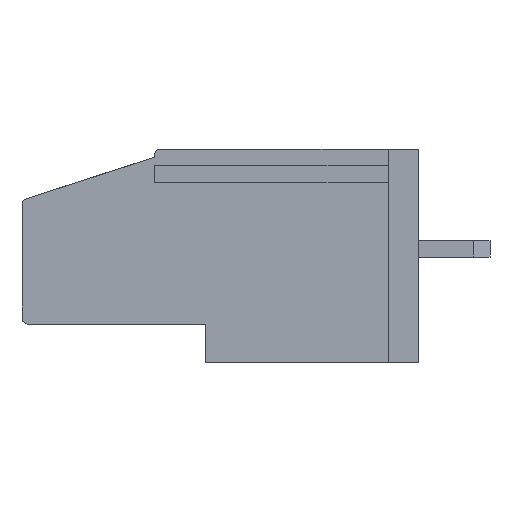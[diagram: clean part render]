
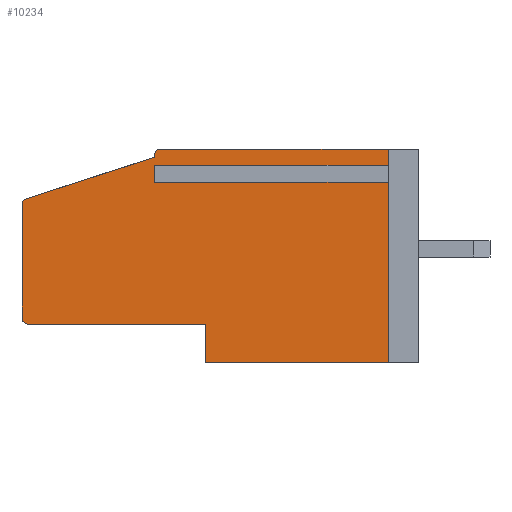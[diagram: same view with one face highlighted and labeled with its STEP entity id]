
A CAD part, left-side view. The second image highlights one B-rep face of the part: STEP entity #10234.
In plain terms, the highlighted planar face has unit normal (-1, 0, 0).
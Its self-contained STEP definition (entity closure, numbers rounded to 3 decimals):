
#363 = CIRCLE ( 'NONE', #2933, 0.3 ) ;
#398 = DIRECTION ( 'NONE',  ( 0., -0.952, 0.307 ) ) ;
#552 = LINE ( 'NONE', #4920, #31203 ) ;
#788 = VERTEX_POINT ( 'NONE', #12083 ) ;
#823 = DIRECTION ( 'NONE',  ( 0., -1., 0. ) ) ;
#1328 = CARTESIAN_POINT ( 'NONE',  ( 0., 13., 10.1 ) ) ;
#1715 = EDGE_CURVE ( 'NONE', #21408, #27387, #5360, .T. ) ;
#2470 = EDGE_CURVE ( 'NONE', #27334, #31406, #9934, .T. ) ;
#2792 = VECTOR ( 'NONE', #30308, 1000. ) ;
#2858 = ORIENTED_EDGE ( 'NONE', *, *, #11797, .F. ) ;
#2933 = AXIS2_PLACEMENT_3D ( 'NONE', #26952, #19897, #29671 ) ;
#2950 = ORIENTED_EDGE ( 'NONE', *, *, #2470, .F. ) ;
#3073 = VECTOR ( 'NONE', #23340, 1000. ) ;
#3107 = VECTOR ( 'NONE', #7880, 1000. ) ;
#3191 = FACE_OUTER_BOUND ( 'NONE', #13493, .T. ) ;
#3343 = VECTOR ( 'NONE', #30928, 1000. ) ;
#3536 = CARTESIAN_POINT ( 'NONE',  ( 0., 1.5, 10.5 ) ) ;
#4091 = CARTESIAN_POINT ( 'NONE',  ( 0., 13., 10.2 ) ) ;
#4532 = VERTEX_POINT ( 'NONE', #19339 ) ;
#4920 = CARTESIAN_POINT ( 'NONE',  ( 0., 19.5, 8. ) ) ;
#5360 = LINE ( 'NONE', #10895, #13170 ) ;
#5385 = VERTEX_POINT ( 'NONE', #24224 ) ;
#5440 = EDGE_CURVE ( 'NONE', #6808, #15939, #363, .T. ) ;
#5555 = LINE ( 'NONE', #1328, #21064 ) ;
#6007 = CARTESIAN_POINT ( 'NONE',  ( 0., 13., 9.502 ) ) ;
#6108 = CARTESIAN_POINT ( 'NONE',  ( 0., 13., 9.502 ) ) ;
#6808 = VERTEX_POINT ( 'NONE', #20195 ) ;
#6957 = CARTESIAN_POINT ( 'NONE',  ( 0., 19.2, 2.2 ) ) ;
#7097 = VECTOR ( 'NONE', #20071, 1000. ) ;
#7342 = CARTESIAN_POINT ( 'NONE',  ( 0., 19.5, 2.2 ) ) ;
#7499 = CARTESIAN_POINT ( 'NONE',  ( 0., 19.2, 1.9 ) ) ;
#7555 = AXIS2_PLACEMENT_3D ( 'NONE', #6957, #24477, #9266 ) ;
#7602 = ORIENTED_EDGE ( 'NONE', *, *, #5440, .T. ) ;
#7880 = DIRECTION ( 'NONE',  ( 0., 0., 1. ) ) ;
#8024 = AXIS2_PLACEMENT_3D ( 'NONE', #13288, #30533, #28134 ) ;
#8056 = CARTESIAN_POINT ( 'NONE',  ( 0., 19.292, 8.067 ) ) ;
#8061 = AXIS2_PLACEMENT_3D ( 'NONE', #31803, #24081, #19619 ) ;
#8263 = CARTESIAN_POINT ( 'NONE',  ( 0., 19.5, 0. ) ) ;
#9072 = DIRECTION ( 'NONE',  ( 0., -1., 0. ) ) ;
#9266 = DIRECTION ( 'NONE',  ( 0., 0., -1. ) ) ;
#9362 = LINE ( 'NONE', #11354, #3073 ) ;
#9934 = LINE ( 'NONE', #14729, #27635 ) ;
#10234 = ADVANCED_FACE ( 'NONE', ( #3191 ), #13112, .F. ) ;
#10460 = ORIENTED_EDGE ( 'NONE', *, *, #19195, .F. ) ;
#10762 = EDGE_CURVE ( 'NONE', #15775, #21408, #11241, .T. ) ;
#10895 = CARTESIAN_POINT ( 'NONE',  ( 0., 13., 9.098 ) ) ;
#11061 = CARTESIAN_POINT ( 'NONE',  ( 0., 19.5, 1.9 ) ) ;
#11241 = LINE ( 'NONE', #6007, #2792 ) ;
#11354 = CARTESIAN_POINT ( 'NONE',  ( 0., 19.5, 10.5 ) ) ;
#11797 = EDGE_CURVE ( 'NONE', #13378, #26529, #552, .T. ) ;
#12083 = CARTESIAN_POINT ( 'NONE',  ( 0., 10.5, 1.9 ) ) ;
#12592 = EDGE_CURVE ( 'NONE', #5385, #788, #15436, .T. ) ;
#13103 = ORIENTED_EDGE ( 'NONE', *, *, #22584, .F. ) ;
#13112 = PLANE ( 'NONE',  #8024 ) ;
#13170 = VECTOR ( 'NONE', #30129, 1000. ) ;
#13288 = CARTESIAN_POINT ( 'NONE',  ( 0., 19.5, 10.5 ) ) ;
#13378 = VERTEX_POINT ( 'NONE', #8056 ) ;
#13493 = EDGE_LOOP ( 'NONE', ( #24310, #31778, #13702, #14609, #27618, #13103, #26446, #30995, #29930, #2950, #10460, #7602, #27293, #2858, #21466 ) ) ;
#13702 = ORIENTED_EDGE ( 'NONE', *, *, #31580, .F. ) ;
#14609 = ORIENTED_EDGE ( 'NONE', *, *, #12592, .F. ) ;
#14729 = CARTESIAN_POINT ( 'NONE',  ( 0., 1.5, 10.5 ) ) ;
#15050 = LINE ( 'NONE', #31960, #7097 ) ;
#15436 = LINE ( 'NONE', #30049, #3107 ) ;
#15520 = LINE ( 'NONE', #11061, #3343 ) ;
#15775 = VERTEX_POINT ( 'NONE', #30207 ) ;
#15939 = VERTEX_POINT ( 'NONE', #4091 ) ;
#16298 = VECTOR ( 'NONE', #20920, 1000. ) ;
#16847 = EDGE_CURVE ( 'NONE', #26529, #15939, #5555, .T. ) ;
#17101 = EDGE_CURVE ( 'NONE', #27864, #26782, #22124, .T. ) ;
#18513 = CARTESIAN_POINT ( 'NONE',  ( 0., 1.5, 9.098 ) ) ;
#18965 = VERTEX_POINT ( 'NONE', #31075 ) ;
#19195 = EDGE_CURVE ( 'NONE', #6808, #27334, #23312, .T. ) ;
#19339 = CARTESIAN_POINT ( 'NONE',  ( 0., 19.5, 7.782 ) ) ;
#19619 = DIRECTION ( 'NONE',  ( 0., 0., -1. ) ) ;
#19765 = DIRECTION ( 'NONE',  ( 0., 0., -1. ) ) ;
#19897 = DIRECTION ( 'NONE',  ( -1., 0., 0. ) ) ;
#20058 = VECTOR ( 'NONE', #9072, 1000. ) ;
#20071 = DIRECTION ( 'NONE',  ( 0., 0., -1. ) ) ;
#20195 = CARTESIAN_POINT ( 'NONE',  ( 0., 12.7, 10.5 ) ) ;
#20920 = DIRECTION ( 'NONE',  ( 0., -1., 0. ) ) ;
#21064 = VECTOR ( 'NONE', #25342, 1000. ) ;
#21298 = CARTESIAN_POINT ( 'NONE',  ( 0., 13., 9.098 ) ) ;
#21408 = VERTEX_POINT ( 'NONE', #21298 ) ;
#21466 = ORIENTED_EDGE ( 'NONE', *, *, #28232, .T. ) ;
#22124 = CIRCLE ( 'NONE', #7555, 0.3 ) ;
#22584 = EDGE_CURVE ( 'NONE', #27387, #18965, #15050, .T. ) ;
#23312 = LINE ( 'NONE', #30688, #16298 ) ;
#23340 = DIRECTION ( 'NONE',  ( 0., 0., 1. ) ) ;
#23597 = CIRCLE ( 'NONE', #8061, 0.3 ) ;
#23827 = LINE ( 'NONE', #6108, #20058 ) ;
#24059 = EDGE_CURVE ( 'NONE', #27864, #4532, #9362, .T. ) ;
#24081 = DIRECTION ( 'NONE',  ( -1., 0., 0. ) ) ;
#24224 = CARTESIAN_POINT ( 'NONE',  ( 0., 10.5, 0. ) ) ;
#24310 = ORIENTED_EDGE ( 'NONE', *, *, #24059, .F. ) ;
#24446 = CARTESIAN_POINT ( 'NONE',  ( 0., 13., 10.1 ) ) ;
#24477 = DIRECTION ( 'NONE',  ( -1., 0., 0. ) ) ;
#24744 = CARTESIAN_POINT ( 'NONE',  ( 0., 1.5, 9.502 ) ) ;
#25051 = EDGE_CURVE ( 'NONE', #5385, #18965, #25423, .T. ) ;
#25238 = EDGE_CURVE ( 'NONE', #15775, #31406, #23827, .T. ) ;
#25342 = DIRECTION ( 'NONE',  ( 0., 0., 1. ) ) ;
#25423 = LINE ( 'NONE', #8263, #26714 ) ;
#26446 = ORIENTED_EDGE ( 'NONE', *, *, #1715, .F. ) ;
#26529 = VERTEX_POINT ( 'NONE', #24446 ) ;
#26714 = VECTOR ( 'NONE', #823, 1000. ) ;
#26782 = VERTEX_POINT ( 'NONE', #7499 ) ;
#26952 = CARTESIAN_POINT ( 'NONE',  ( 0., 12.7, 10.2 ) ) ;
#27293 = ORIENTED_EDGE ( 'NONE', *, *, #16847, .F. ) ;
#27334 = VERTEX_POINT ( 'NONE', #3536 ) ;
#27387 = VERTEX_POINT ( 'NONE', #18513 ) ;
#27618 = ORIENTED_EDGE ( 'NONE', *, *, #25051, .T. ) ;
#27635 = VECTOR ( 'NONE', #19765, 1000. ) ;
#27864 = VERTEX_POINT ( 'NONE', #7342 ) ;
#28134 = DIRECTION ( 'NONE',  ( 0., 0., -1. ) ) ;
#28232 = EDGE_CURVE ( 'NONE', #13378, #4532, #23597, .T. ) ;
#29671 = DIRECTION ( 'NONE',  ( 0., 0., -1. ) ) ;
#29930 = ORIENTED_EDGE ( 'NONE', *, *, #25238, .T. ) ;
#30049 = CARTESIAN_POINT ( 'NONE',  ( 0., 10.5, 1.9 ) ) ;
#30129 = DIRECTION ( 'NONE',  ( 0., -1., 0. ) ) ;
#30207 = CARTESIAN_POINT ( 'NONE',  ( 0., 13., 9.502 ) ) ;
#30308 = DIRECTION ( 'NONE',  ( 0., 0., -1. ) ) ;
#30533 = DIRECTION ( 'NONE',  ( 1., 0., 0. ) ) ;
#30688 = CARTESIAN_POINT ( 'NONE',  ( 0., 19.5, 10.5 ) ) ;
#30928 = DIRECTION ( 'NONE',  ( 0., 1., 0. ) ) ;
#30995 = ORIENTED_EDGE ( 'NONE', *, *, #10762, .F. ) ;
#31075 = CARTESIAN_POINT ( 'NONE',  ( 0., 1.5, 0. ) ) ;
#31203 = VECTOR ( 'NONE', #398, 1000. ) ;
#31406 = VERTEX_POINT ( 'NONE', #24744 ) ;
#31580 = EDGE_CURVE ( 'NONE', #788, #26782, #15520, .T. ) ;
#31778 = ORIENTED_EDGE ( 'NONE', *, *, #17101, .T. ) ;
#31803 = CARTESIAN_POINT ( 'NONE',  ( 0., 19.2, 7.782 ) ) ;
#31960 = CARTESIAN_POINT ( 'NONE',  ( 0., 1.5, 10.5 ) ) ;
